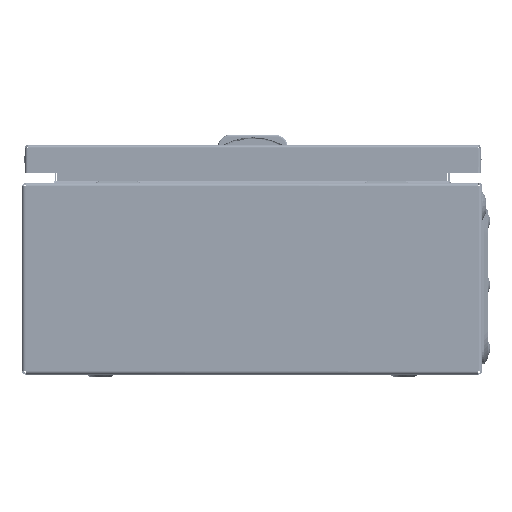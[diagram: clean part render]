
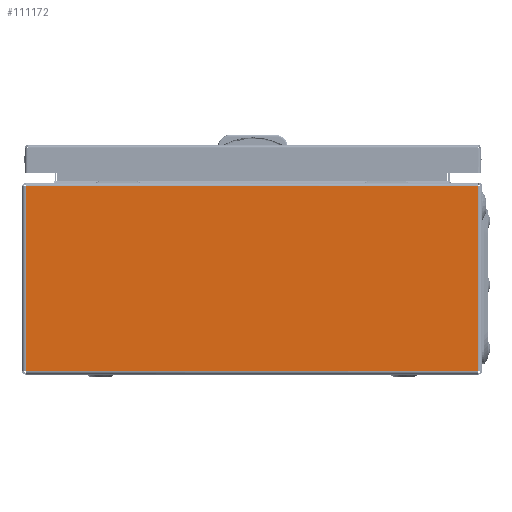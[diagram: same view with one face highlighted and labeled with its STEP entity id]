
A CAD part, left-side view. The second image highlights one B-rep face of the part: STEP entity #111172.
In plain terms, the highlighted planar face has unit normal (-1, 0, 0).
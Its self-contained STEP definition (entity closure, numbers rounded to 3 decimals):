
#24139 = LINE ( 'NONE', #129617, #99743 ) ;
#36859 = ORIENTED_EDGE ( 'NONE', *, *, #171268, .F. ) ;
#39866 = VECTOR ( 'NONE', #103108, 1000. ) ;
#60141 = DIRECTION ( 'NONE',  ( 0., 0., -1. ) ) ;
#60916 = ORIENTED_EDGE ( 'NONE', *, *, #102455, .F. ) ;
#65879 = EDGE_CURVE ( 'NONE', #201177, #104549, #178944, .T. ) ;
#74750 = EDGE_CURVE ( 'NONE', #319909, #189286, #359756, .T. ) ;
#87392 = ORIENTED_EDGE ( 'NONE', *, *, #247941, .T. ) ;
#91588 = CARTESIAN_POINT ( 'NONE',  ( -1.2, -60.1, 148.8 ) ) ;
#93062 = CARTESIAN_POINT ( 'NONE',  ( -1.2, -60.1, 147. ) ) ;
#99743 = VECTOR ( 'NONE', #299817, 1000. ) ;
#102455 = EDGE_CURVE ( 'NONE', #166645, #201177, #257707, .T. ) ;
#103108 = DIRECTION ( 'NONE',  ( 0., -1., 0. ) ) ;
#104549 = VERTEX_POINT ( 'NONE', #200980 ) ;
#105102 = EDGE_LOOP ( 'NONE', ( #60916, #289831, #247043, #87392, #36859, #162963, #325576 ) ) ;
#111172 = ADVANCED_FACE ( 'NONE', ( #194333 ), #166845, .F. ) ;
#115313 = CARTESIAN_POINT ( 'NONE',  ( -1.2, 60.1, 147. ) ) ;
#121344 = CARTESIAN_POINT ( 'NONE',  ( -1.2, -60.1, -147.55 ) ) ;
#128252 = VECTOR ( 'NONE', #216525, 1000. ) ;
#129617 = CARTESIAN_POINT ( 'NONE',  ( -1.2, -60.1, 148.8 ) ) ;
#139487 = DIRECTION ( 'NONE',  ( 0., 0., -1. ) ) ;
#162963 = ORIENTED_EDGE ( 'NONE', *, *, #344421, .T. ) ;
#166645 = VERTEX_POINT ( 'NONE', #115313 ) ;
#166845 = PLANE ( 'NONE',  #238234 ) ;
#171268 = EDGE_CURVE ( 'NONE', #330350, #190550, #24139, .T. ) ;
#178342 = CARTESIAN_POINT ( 'NONE',  ( -1.2, -60.1, -147.6 ) ) ;
#178944 = LINE ( 'NONE', #91588, #281199 ) ;
#189286 = VERTEX_POINT ( 'NONE', #298716 ) ;
#190550 = VERTEX_POINT ( 'NONE', #178342 ) ;
#194333 = FACE_OUTER_BOUND ( 'NONE', #105102, .T. ) ;
#200980 = CARTESIAN_POINT ( 'NONE',  ( -1.2, -60.1, 146.95 ) ) ;
#201177 = VERTEX_POINT ( 'NONE', #93062 ) ;
#203884 = LINE ( 'NONE', #329530, #128252 ) ;
#209003 = LINE ( 'NONE', #230438, #360124 ) ;
#216525 = DIRECTION ( 'NONE',  ( 0., 0., 1. ) ) ;
#226235 = CARTESIAN_POINT ( 'NONE',  ( -1.2, 60.1, -147.6 ) ) ;
#230438 = CARTESIAN_POINT ( 'NONE',  ( -1.2, 60.1, 147. ) ) ;
#238234 = AXIS2_PLACEMENT_3D ( 'NONE', #364452, #309682, #139487 ) ;
#239961 = DIRECTION ( 'NONE',  ( 0., -1., 0. ) ) ;
#247043 = ORIENTED_EDGE ( 'NONE', *, *, #74750, .F. ) ;
#247941 = EDGE_CURVE ( 'NONE', #319909, #190550, #361943, .T. ) ;
#252897 = CARTESIAN_POINT ( 'NONE',  ( -1.2, 60.1, 148.8 ) ) ;
#256521 = EDGE_CURVE ( 'NONE', #166645, #189286, #209003, .T. ) ;
#257707 = LINE ( 'NONE', #273326, #39866 ) ;
#273326 = CARTESIAN_POINT ( 'NONE',  ( -1.2, 60.1, 147. ) ) ;
#281199 = VECTOR ( 'NONE', #290397, 1000. ) ;
#281408 = DIRECTION ( 'NONE',  ( 0., 0., 1. ) ) ;
#286244 = VECTOR ( 'NONE', #239961, 1000. ) ;
#289831 = ORIENTED_EDGE ( 'NONE', *, *, #256521, .T. ) ;
#290397 = DIRECTION ( 'NONE',  ( 0., 0., -1. ) ) ;
#298716 = CARTESIAN_POINT ( 'NONE',  ( -1.2, 60.1, -147.3 ) ) ;
#299817 = DIRECTION ( 'NONE',  ( 0., 0., -1. ) ) ;
#309682 = DIRECTION ( 'NONE',  ( 1., 0., 0. ) ) ;
#319909 = VERTEX_POINT ( 'NONE', #226235 ) ;
#324414 = CARTESIAN_POINT ( 'NONE',  ( -1.2, 60.1, -147.6 ) ) ;
#325576 = ORIENTED_EDGE ( 'NONE', *, *, #65879, .F. ) ;
#329530 = CARTESIAN_POINT ( 'NONE',  ( -1.2, -60.1, -147.55 ) ) ;
#330350 = VERTEX_POINT ( 'NONE', #121344 ) ;
#344421 = EDGE_CURVE ( 'NONE', #330350, #104549, #203884, .T. ) ;
#350796 = VECTOR ( 'NONE', #281408, 1000. ) ;
#359756 = LINE ( 'NONE', #252897, #350796 ) ;
#360124 = VECTOR ( 'NONE', #60141, 1000. ) ;
#361943 = LINE ( 'NONE', #324414, #286244 ) ;
#364452 = CARTESIAN_POINT ( 'NONE',  ( -1.2, -60.1, -148.8 ) ) ;
